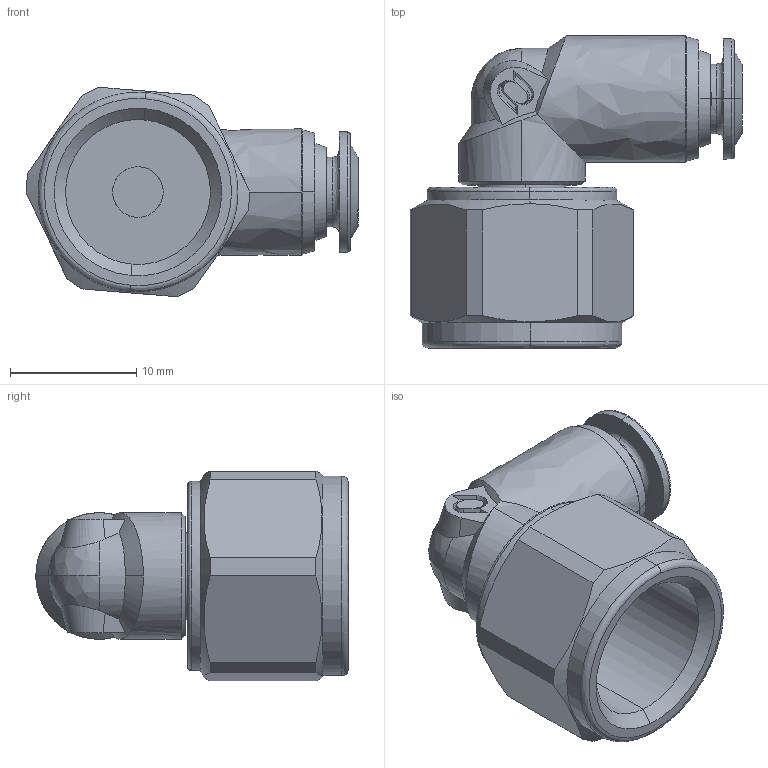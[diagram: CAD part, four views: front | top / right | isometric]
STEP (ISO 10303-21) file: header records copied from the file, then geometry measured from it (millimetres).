
FILE_DESCRIPTION (( 'STEP AP214' ), '1' );
FILE_NAME ('PLF04-G02_ME.STEP', '2018-09-03T13:49:44', ( '' ), ( '' ), 'SwSTEP 2.0', 'SolidWorks 2018', '' );
FILE_SCHEMA (( 'AUTOMOTIVE_DESIGN' ));
Length unit declared in the file: millimetre
Products named in the file (1): PLF04-G02_ME
Bounding box: 26.25 x 24.7 x 16.57 mm (x, y, z)
Volume: 3004.9 mm3; surface area: 2488.5 mm2
Topology: 1 solids, 1 shells, 123 faces, 316 edges, 205 vertices
Faces by surface type: bspline 120, cylinder 2, plane 1
Entity records: 5631 total; most frequent: CARTESIAN_POINT 3730, ORIENTED_EDGE 628, EDGE_CURVE 314, B_SPLINE_CURVE_WITH_KNOTS 237, VERTEX_POINT 205, EDGE_LOOP 139, FACE_OUTER_BOUND 123, ADVANCED_FACE 123
